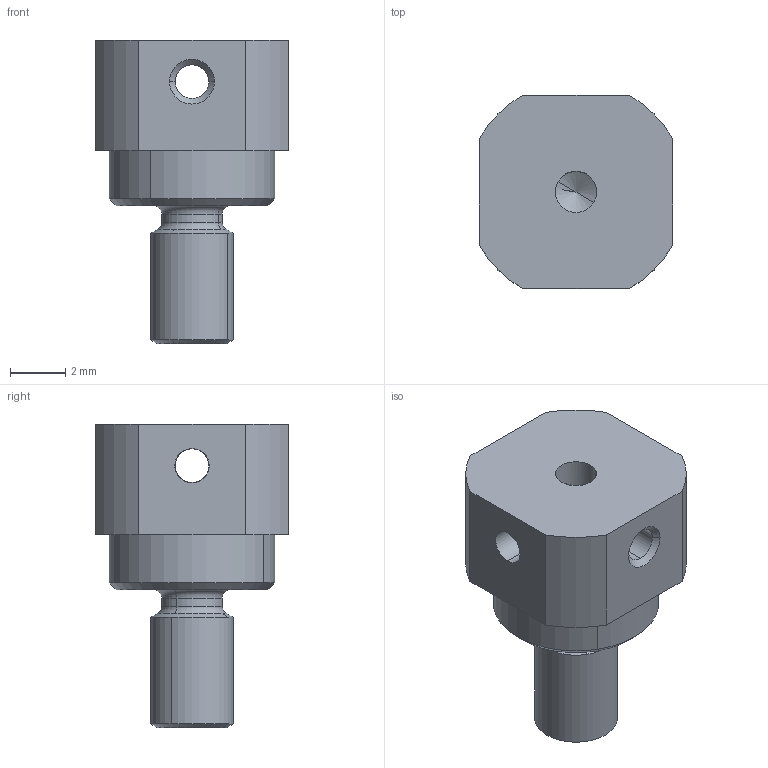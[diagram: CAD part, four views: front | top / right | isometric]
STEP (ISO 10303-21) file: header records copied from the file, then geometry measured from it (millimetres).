
FILE_DESCRIPTION(('Creo Elements/Direct Modeling STEP Export'),'2;1');
FILE_NAME('D012_Adapter.stp','2014-08-04T17:52:11',(''),(''),'Creo Elements/Direct Modeling STEP processor for AP214 (Solid Model)','Creo Elements/Direct Modeling 17.0D 15-Jul-2011 (C) Parametric Technology GmbH','');
FILE_SCHEMA(('AUTOMOTIVE_DESIGN { 1 0 10303 214 1 1 1 1 }'));
Length unit declared in the file: millimetre
Products named in the file (2): D012_Adapter
Assembly tree (1 placements, depth 2):
  D012_Adapter
    D012_Adapter
Bounding box: 7 x 7 x 11 mm (x, y, z)
Volume: 245.8 mm3; surface area: 328.4 mm2
Topology: 1 solids, 1 shells, 47 faces, 135 edges, 88 vertices
Faces by surface type: cylinder 22, cone 12, plane 9, torus 4
Entity records: 2345 total; most frequent: CARTESIAN_POINT 1072, ORIENTED_EDGE 266, DIRECTION 216, EDGE_CURVE 133, VERTEX_POINT 88, AXIS2_PLACEMENT_3D 85, EDGE_LOOP 55, FACE_OUTER_BOUND 47
